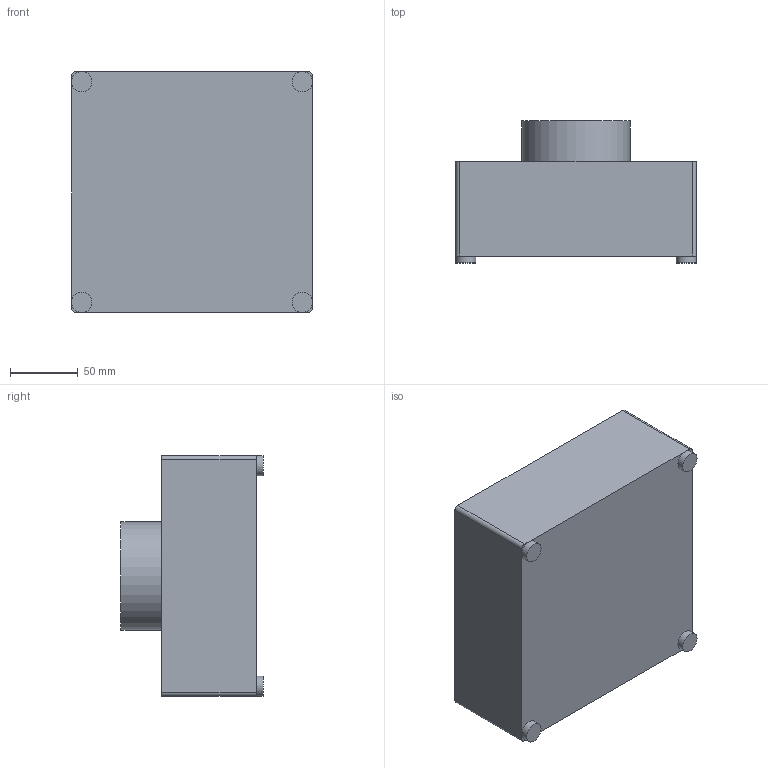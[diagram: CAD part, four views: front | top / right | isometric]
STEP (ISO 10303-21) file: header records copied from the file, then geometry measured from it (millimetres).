
FILE_DESCRIPTION(/* description */ (''),/* implementation_level */ '2;1');
FILE_NAME(/* name */ 'AERO - Base_ipt_b1761deb.STEP',/* time_stamp */ '2021-01-21T14:33:00+11:00',/* author */ ('garciar1'),/* organization */ (''),/* preprocessor_version */ 'ST-DEVELOPER v18.1',/* originating_system */ 'Autodesk Inventor 2021',/* authorisation */ '');
FILE_SCHEMA (('AUTOMOTIVE_DESIGN { 1 0 10303 214 3 1 1 }'));
Length unit declared in the file: millimetre
Products named in the file (1): AERO - Base
Bounding box: 178 x 105 x 178 mm (x, y, z)
Volume: 2364601.4 mm3; surface area: 122256.8 mm2
Topology: 1 solids, 1 shells, 26 faces, 64 edges, 42 vertices
Faces by surface type: plane 16, cylinder 10
Full cylindrical faces by diameter (mm): 15 x4, 30 x1, 80 x1
Entity records: 827 total; most frequent: DIRECTION 152, CARTESIAN_POINT 133, ORIENTED_EDGE 128, EDGE_CURVE 64, AXIS2_PLACEMENT_3D 61, VERTEX_POINT 42, CIRCLE 34, LINE 30
